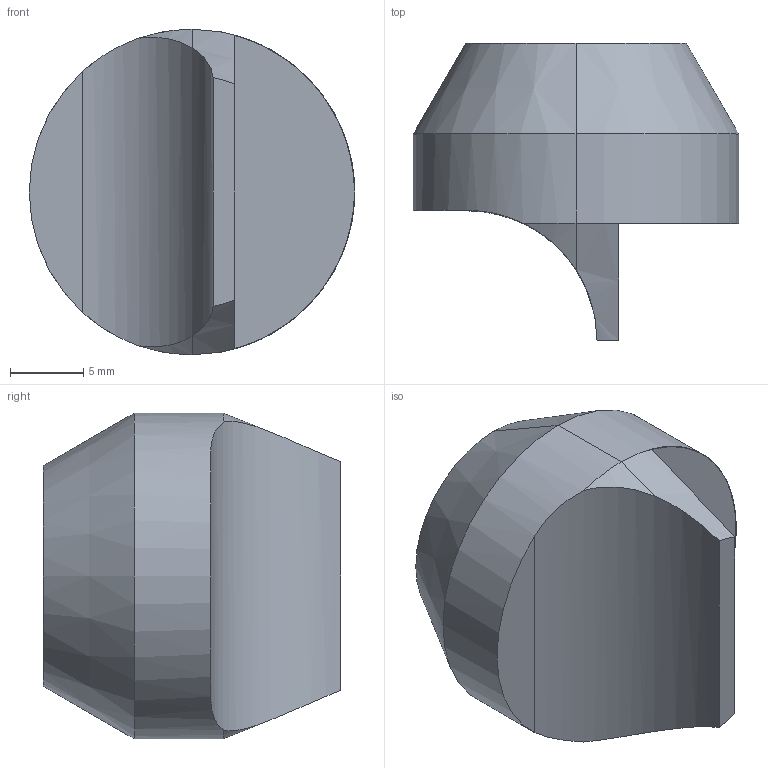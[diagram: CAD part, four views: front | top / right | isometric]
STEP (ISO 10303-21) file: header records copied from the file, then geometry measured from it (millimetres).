
FILE_DESCRIPTION (( 'STEP AP214' ), '1' );
FILE_NAME ('MS0055.STEP', '2024-04-24T16:07:31', ( '' ), ( '' ), 'SwSTEP 2.0', 'SolidWorks 2023', '' );
FILE_SCHEMA (( 'AUTOMOTIVE_DESIGN' ));
Length unit declared in the file: inch
Products named in the file (1): MS0055
Bounding box: 22.23 x 20.32 x 22.23 mm (x, y, z)
Volume: 3610.9 mm3; surface area: 1986 mm2
Topology: 1 solids, 1 shells, 17 faces, 39 edges, 23 vertices
Faces by surface type: cone 7, cylinder 5, plane 5
Entity records: 535 total; most frequent: CARTESIAN_POINT 136, DIRECTION 80, ORIENTED_EDGE 74, EDGE_CURVE 37, AXIS2_PLACEMENT_3D 33, VERTEX_POINT 23, EDGE_LOOP 18, FACE_OUTER_BOUND 17
